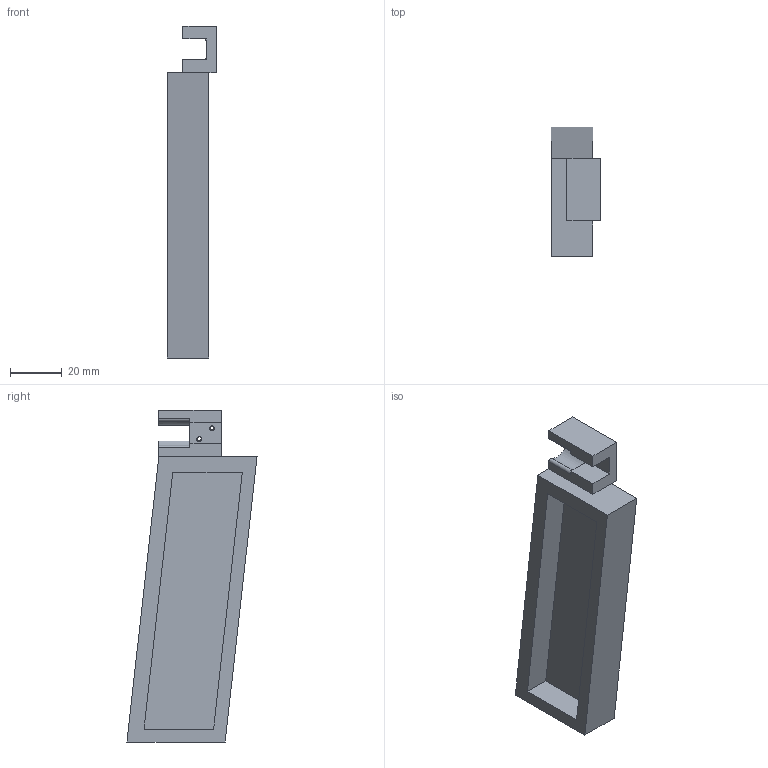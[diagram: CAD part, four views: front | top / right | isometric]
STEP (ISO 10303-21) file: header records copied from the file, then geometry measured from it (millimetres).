
FILE_DESCRIPTION(/* description */ (''),/* implementation_level */ '2;1');
FILE_NAME(/* name */ 'Y Axis Arm.step',/* time_stamp */ '2025-10-26T15:10:49Z',/* author */ (''),/* organization */ (''),/* preprocessor_version */ 'ST-DEVELOPER v20.1',/* originating_system */ 'Autodesk Translation Framework v14.17.0.0',/* authorisation */ '');
FILE_SCHEMA (('AUTOMOTIVE_DESIGN { 1 0 10303 214 3 1 1 }'));
Length unit declared in the file: millimetre
Products named in the file (1): Y Axis Arm
Bounding box: 19.01 x 50.12 x 127.84 mm (x, y, z)
Volume: 43398.9 mm3; surface area: 17345.3 mm2
Topology: 1 solids, 1 shells, 81 faces, 227 edges, 149 vertices
Faces by surface type: cylinder 48, plane 29, bspline 4
Full cylindrical faces by diameter (mm): 1.623 x10, 2.074 x4
Entity records: 5294 total; most frequent: CARTESIAN_POINT 3350, ORIENTED_EDGE 454, DIRECTION 307, EDGE_CURVE 227, VERTEX_POINT 149, LINE 111, VECTOR 111, AXIS2_PLACEMENT_3D 98
